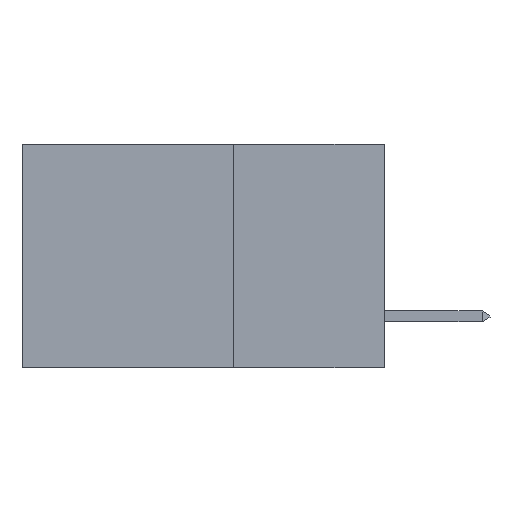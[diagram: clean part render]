
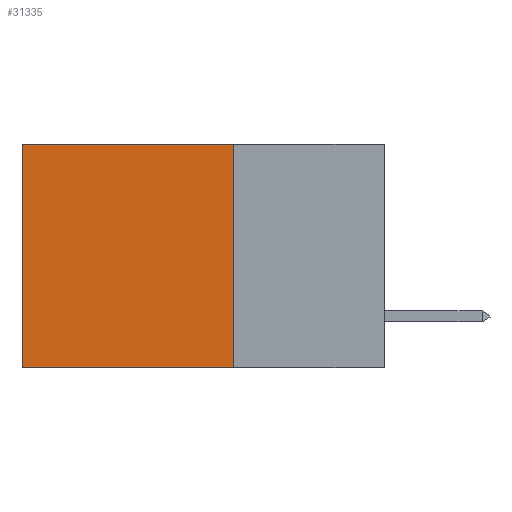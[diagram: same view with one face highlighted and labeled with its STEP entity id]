
A CAD part, left-side view. The second image highlights one B-rep face of the part: STEP entity #31335.
In plain terms, the highlighted planar face has unit normal (-1, 0, 0).
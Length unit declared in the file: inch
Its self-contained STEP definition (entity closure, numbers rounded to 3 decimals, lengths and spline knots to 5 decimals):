
#563 = LINE ( 'NONE', #40120, #11495 ) ;
#1924 = AXIS2_PLACEMENT_3D ( 'NONE', #40490, #5899, #9219 ) ;
#5657 = CARTESIAN_POINT ( 'NONE',  ( 0.2875, 0.25, -0.37 ) ) ;
#5899 = DIRECTION ( 'NONE',  ( 1., 0., 0. ) ) ;
#7933 = LINE ( 'NONE', #5657, #31229 ) ;
#9219 = DIRECTION ( 'NONE',  ( 0., 0., -1. ) ) ;
#11495 = VECTOR ( 'NONE', #21184, 39.37008 ) ;
#11711 = CARTESIAN_POINT ( 'NONE',  ( 0.2875, 0.25, 0. ) ) ;
#11724 = VERTEX_POINT ( 'NONE', #17833 ) ;
#14666 = EDGE_CURVE ( 'NONE', #36913, #39420, #7933, .T. ) ;
#14814 = LINE ( 'NONE', #11711, #22205 ) ;
#15224 = PLANE ( 'NONE',  #1924 ) ;
#15877 = EDGE_CURVE ( 'NONE', #40263, #36913, #14814, .T. ) ;
#17833 = CARTESIAN_POINT ( 'NONE',  ( 0.2875, 0.6, 0. ) ) ;
#18316 = FACE_OUTER_BOUND ( 'NONE', #32617, .T. ) ;
#18690 = VECTOR ( 'NONE', #21282, 39.37008 ) ;
#18896 = ORIENTED_EDGE ( 'NONE', *, *, #36654, .T. ) ;
#18986 = CARTESIAN_POINT ( 'NONE',  ( 0.2875, 0.25, 0. ) ) ;
#21152 = CARTESIAN_POINT ( 'NONE',  ( 0.2875, 0.6, 0. ) ) ;
#21184 = DIRECTION ( 'NONE',  ( 0., 1., 0. ) ) ;
#21204 = LINE ( 'NONE', #21152, #18690 ) ;
#21282 = DIRECTION ( 'NONE',  ( 0., 0., -1. ) ) ;
#21688 = ORIENTED_EDGE ( 'NONE', *, *, #14666, .F. ) ;
#22205 = VECTOR ( 'NONE', #27397, 39.37008 ) ;
#25581 = CARTESIAN_POINT ( 'NONE',  ( 0.2875, 0.25, -0.37 ) ) ;
#25967 = EDGE_CURVE ( 'NONE', #11724, #39420, #21204, .T. ) ;
#27397 = DIRECTION ( 'NONE',  ( 0., 0., -1. ) ) ;
#31229 = VECTOR ( 'NONE', #40391, 39.37008 ) ;
#31304 = ORIENTED_EDGE ( 'NONE', *, *, #15877, .F. ) ;
#31335 = ADVANCED_FACE ( 'NONE', ( #18316 ), #15224, .F. ) ;
#32558 = CARTESIAN_POINT ( 'NONE',  ( 0.2875, 0.6, -0.37 ) ) ;
#32617 = EDGE_LOOP ( 'NONE', ( #38468, #21688, #31304, #18896 ) ) ;
#36654 = EDGE_CURVE ( 'NONE', #40263, #11724, #563, .T. ) ;
#36913 = VERTEX_POINT ( 'NONE', #25581 ) ;
#38468 = ORIENTED_EDGE ( 'NONE', *, *, #25967, .T. ) ;
#39420 = VERTEX_POINT ( 'NONE', #32558 ) ;
#40120 = CARTESIAN_POINT ( 'NONE',  ( 0.2875, 0.25, 0. ) ) ;
#40263 = VERTEX_POINT ( 'NONE', #18986 ) ;
#40391 = DIRECTION ( 'NONE',  ( 0., 1., 0. ) ) ;
#40490 = CARTESIAN_POINT ( 'NONE',  ( 0.2875, 0.25, 0. ) ) ;
